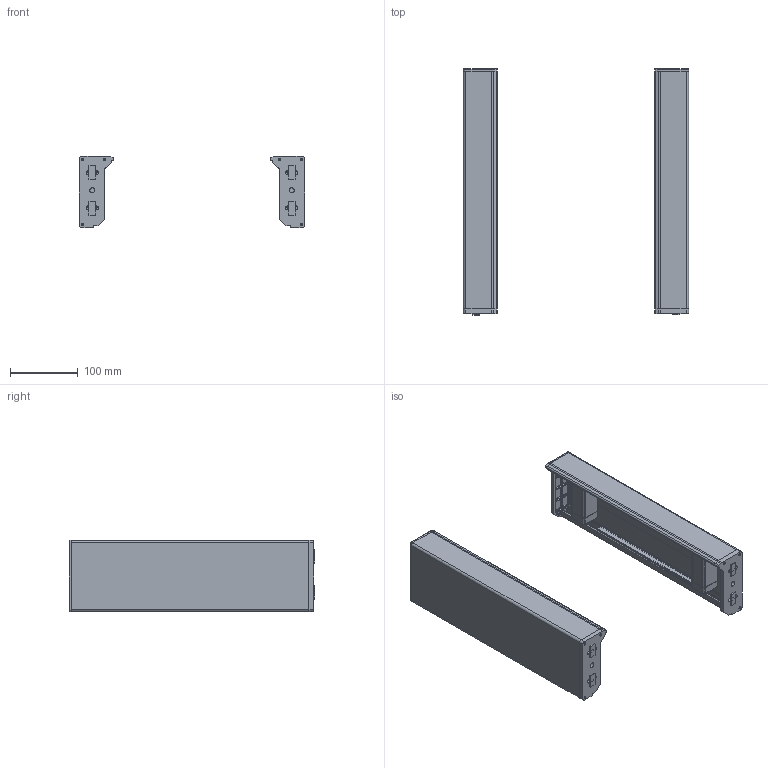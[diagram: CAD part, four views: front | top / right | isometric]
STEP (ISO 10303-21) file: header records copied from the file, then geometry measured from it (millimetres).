
FILE_DESCRIPTION (( 'STEP AP214' ), '1' );
FILE_NAME ('MZ-L2XP.STEP', '2020-09-29T17:28:10', ( '' ), ( '' ), 'SwSTEP 2.0', 'SolidWorks 2019', '' );
FILE_SCHEMA (( 'AUTOMOTIVE_DESIGN' ));
Length unit declared in the file: millimetre
Products named in the file (3): MZ-L2XP-left; MZ-L2XP-right; MZ-L2XP
Assembly tree (2 placements, depth 2):
  MZ-L2XP
    MZ-L2XP-left
    MZ-L2XP-right
Bounding box: 331.3 x 361.85 x 105 mm (x, y, z)
Volume: 553961.2 mm3; surface area: 486533.8 mm2
Topology: 98 solids, 98 shells, 4422 faces, 11522 edges, 7352 vertices
Faces by surface type: plane 2050, cylinder 1794, bspline 478, cone 62, torus 38
Full cylindrical faces by diameter (mm): 2.5 x32, 3 x32, 3.5 x16, 3.6 x12, 4 x8, 4.5 x4, 5 x40, 5.5 x8, 6.4 x8, 7 x6, 7.5 x2, 10 x8, 12 x8
Entity records: 155032 total; most frequent: CARTESIAN_POINT 48175, ORIENTED_EDGE 22236, DIRECTION 21684, EDGE_CURVE 11118, AXIS2_PLACEMENT_3D 7539, VERTEX_POINT 7270, LINE 6606, VECTOR 6606
